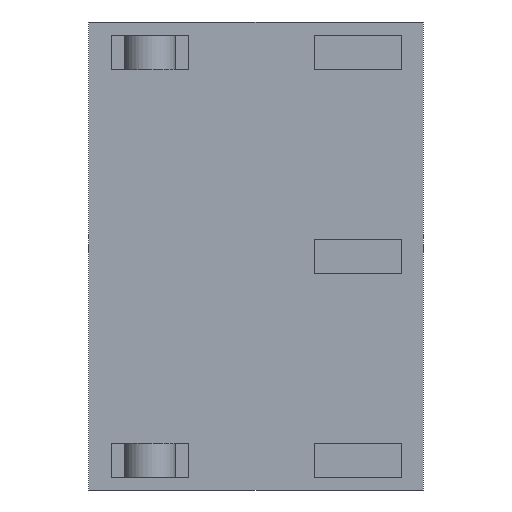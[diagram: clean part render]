
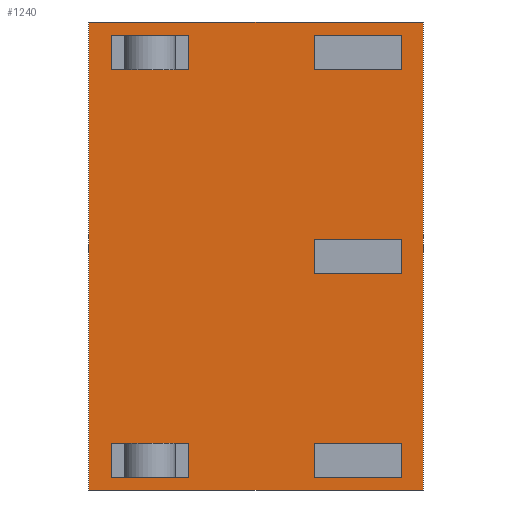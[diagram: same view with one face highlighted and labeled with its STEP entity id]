
A CAD part, front view. The second image highlights one B-rep face of the part: STEP entity #1240.
In plain terms, the highlighted planar face has unit normal (0, -1, 0).
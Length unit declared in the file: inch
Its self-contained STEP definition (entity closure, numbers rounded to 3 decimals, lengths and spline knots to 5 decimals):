
#99=FACE_BOUND($,#115,.T.);
#100=FACE_BOUND($,#116,.T.);
#101=FACE_BOUND($,#117,.T.);
#102=FACE_BOUND($,#118,.T.);
#103=FACE_BOUND($,#119,.T.);
#104=FACE_BOUND($,#120,.T.);
#115=EDGE_LOOP($,(#821,#822,#823,#824));
#116=EDGE_LOOP($,(#825,#826,#827,#828));
#117=EDGE_LOOP($,(#829,#830,#831,#832));
#118=EDGE_LOOP($,(#833,#834,#835,#836));
#119=EDGE_LOOP($,(#837,#838,#839,#840));
#120=EDGE_LOOP($,(#841,#842,#843,#844));
#193=LINE($,#1729,#357);
#194=LINE($,#1731,#358);
#195=LINE($,#1733,#359);
#196=LINE($,#1734,#360);
#197=LINE($,#1737,#361);
#198=LINE($,#1739,#362);
#199=LINE($,#1741,#363);
#200=LINE($,#1742,#364);
#201=LINE($,#1745,#365);
#202=LINE($,#1747,#366);
#203=LINE($,#1749,#367);
#204=LINE($,#1750,#368);
#205=LINE($,#1753,#369);
#206=LINE($,#1755,#370);
#207=LINE($,#1757,#371);
#208=LINE($,#1758,#372);
#209=LINE($,#1761,#373);
#210=LINE($,#1763,#374);
#211=LINE($,#1765,#375);
#212=LINE($,#1766,#376);
#213=LINE($,#1769,#377);
#214=LINE($,#1771,#378);
#215=LINE($,#1773,#379);
#216=LINE($,#1774,#380);
#357=VECTOR($,#1397,0.07);
#358=VECTOR($,#1398,0.031);
#359=VECTOR($,#1399,0.07);
#360=VECTOR($,#1400,0.031);
#361=VECTOR($,#1401,0.079);
#362=VECTOR($,#1402,0.031);
#363=VECTOR($,#1403,0.079);
#364=VECTOR($,#1404,0.031);
#365=VECTOR($,#1405,0.031);
#366=VECTOR($,#1406,0.07);
#367=VECTOR($,#1407,0.031);
#368=VECTOR($,#1408,0.07);
#369=VECTOR($,#1409,0.031);
#370=VECTOR($,#1410,0.079);
#371=VECTOR($,#1411,0.031);
#372=VECTOR($,#1412,0.079);
#373=VECTOR($,#1413,0.031);
#374=VECTOR($,#1414,0.079);
#375=VECTOR($,#1415,0.031);
#376=VECTOR($,#1416,0.079);
#377=VECTOR($,#1417,0.42492);
#378=VECTOR($,#1418,0.30381);
#379=VECTOR($,#1419,0.42492);
#380=VECTOR($,#1420,0.30381);
#521=VERTEX_POINT($,#1727);
#522=VERTEX_POINT($,#1728);
#523=VERTEX_POINT($,#1730);
#524=VERTEX_POINT($,#1732);
#525=VERTEX_POINT($,#1735);
#526=VERTEX_POINT($,#1736);
#527=VERTEX_POINT($,#1738);
#528=VERTEX_POINT($,#1740);
#529=VERTEX_POINT($,#1743);
#530=VERTEX_POINT($,#1744);
#531=VERTEX_POINT($,#1746);
#532=VERTEX_POINT($,#1748);
#533=VERTEX_POINT($,#1751);
#534=VERTEX_POINT($,#1752);
#535=VERTEX_POINT($,#1754);
#536=VERTEX_POINT($,#1756);
#537=VERTEX_POINT($,#1759);
#538=VERTEX_POINT($,#1760);
#539=VERTEX_POINT($,#1762);
#540=VERTEX_POINT($,#1764);
#541=VERTEX_POINT($,#1767);
#542=VERTEX_POINT($,#1768);
#543=VERTEX_POINT($,#1770);
#544=VERTEX_POINT($,#1772);
#641=EDGE_CURVE($,#521,#522,#193,.T.);
#642=EDGE_CURVE($,#521,#523,#194,.T.);
#643=EDGE_CURVE($,#523,#524,#195,.T.);
#644=EDGE_CURVE($,#524,#522,#196,.T.);
#645=EDGE_CURVE($,#525,#526,#197,.T.);
#646=EDGE_CURVE($,#525,#527,#198,.T.);
#647=EDGE_CURVE($,#527,#528,#199,.T.);
#648=EDGE_CURVE($,#528,#526,#200,.T.);
#649=EDGE_CURVE($,#529,#530,#201,.T.);
#650=EDGE_CURVE($,#530,#531,#202,.T.);
#651=EDGE_CURVE($,#531,#532,#203,.T.);
#652=EDGE_CURVE($,#532,#529,#204,.T.);
#653=EDGE_CURVE($,#533,#534,#205,.T.);
#654=EDGE_CURVE($,#534,#535,#206,.T.);
#655=EDGE_CURVE($,#535,#536,#207,.T.);
#656=EDGE_CURVE($,#536,#533,#208,.T.);
#657=EDGE_CURVE($,#537,#538,#209,.T.);
#658=EDGE_CURVE($,#539,#538,#210,.T.);
#659=EDGE_CURVE($,#539,#540,#211,.T.);
#660=EDGE_CURVE($,#540,#537,#212,.T.);
#661=EDGE_CURVE($,#541,#542,#213,.T.);
#662=EDGE_CURVE($,#542,#543,#214,.T.);
#663=EDGE_CURVE($,#543,#544,#215,.T.);
#664=EDGE_CURVE($,#544,#541,#216,.T.);
#821=ORIENTED_EDGE($,*,*,#641,.F.);
#822=ORIENTED_EDGE($,*,*,#642,.T.);
#823=ORIENTED_EDGE($,*,*,#643,.T.);
#824=ORIENTED_EDGE($,*,*,#644,.T.);
#825=ORIENTED_EDGE($,*,*,#645,.F.);
#826=ORIENTED_EDGE($,*,*,#646,.T.);
#827=ORIENTED_EDGE($,*,*,#647,.T.);
#828=ORIENTED_EDGE($,*,*,#648,.T.);
#829=ORIENTED_EDGE($,*,*,#649,.T.);
#830=ORIENTED_EDGE($,*,*,#650,.T.);
#831=ORIENTED_EDGE($,*,*,#651,.T.);
#832=ORIENTED_EDGE($,*,*,#652,.T.);
#833=ORIENTED_EDGE($,*,*,#653,.T.);
#834=ORIENTED_EDGE($,*,*,#654,.T.);
#835=ORIENTED_EDGE($,*,*,#655,.T.);
#836=ORIENTED_EDGE($,*,*,#656,.T.);
#837=ORIENTED_EDGE($,*,*,#657,.T.);
#838=ORIENTED_EDGE($,*,*,#658,.F.);
#839=ORIENTED_EDGE($,*,*,#659,.T.);
#840=ORIENTED_EDGE($,*,*,#660,.T.);
#841=ORIENTED_EDGE($,*,*,#661,.T.);
#842=ORIENTED_EDGE($,*,*,#662,.T.);
#843=ORIENTED_EDGE($,*,*,#663,.T.);
#844=ORIENTED_EDGE($,*,*,#664,.T.);
#1181=PLANE($,#1310);
#1240=ADVANCED_FACE($,(#99,#100,#101,#102,#103,#104),#1181,.F.);
#1310=AXIS2_PLACEMENT_3D($,#1726,#1395,#1396);
#1395=DIRECTION('center_axis',(0.,1.,0.));
#1396=DIRECTION('ref_axis',(0.,0.,1.));
#1397=DIRECTION($,(1.,0.,0.));
#1398=DIRECTION($,(0.,0.,1.));
#1399=DIRECTION($,(1.,0.,0.));
#1400=DIRECTION($,(0.,0.,-1.));
#1401=DIRECTION($,(1.,0.,0.));
#1402=DIRECTION($,(0.,0.,1.));
#1403=DIRECTION($,(1.,0.,0.));
#1404=DIRECTION($,(0.,0.,-1.));
#1405=DIRECTION($,(0.,0.,-1.));
#1406=DIRECTION($,(-1.,0.,0.));
#1407=DIRECTION($,(0.,0.,1.));
#1408=DIRECTION($,(1.,0.,0.));
#1409=DIRECTION($,(0.,0.,-1.));
#1410=DIRECTION($,(-1.,0.,0.));
#1411=DIRECTION($,(0.,0.,1.));
#1412=DIRECTION($,(1.,0.,0.));
#1413=DIRECTION($,(0.,0.,-1.));
#1414=DIRECTION($,(1.,0.,0.));
#1415=DIRECTION($,(0.,0.,1.));
#1416=DIRECTION($,(1.,0.,0.));
#1417=DIRECTION($,(0.,0.,-1.));
#1418=DIRECTION($,(1.,0.,0.));
#1419=DIRECTION($,(0.,0.,1.));
#1420=DIRECTION($,(-1.,0.,0.));
#1726=CARTESIAN_POINT('Origin',(0.,0.03,0.));
#1727=CARTESIAN_POINT('',(-0.1295,0.03,0.1695));
#1728=CARTESIAN_POINT('',(-0.0595,0.03,0.1695));
#1729=CARTESIAN_POINT($,(0.,0.03,0.1695));
#1730=CARTESIAN_POINT('',(-0.1295,0.03,0.2005));
#1731=CARTESIAN_POINT($,(-0.1295,0.03,0.));
#1732=CARTESIAN_POINT('',(-0.0595,0.03,0.2005));
#1733=CARTESIAN_POINT($,(-0.04725,0.03,0.2005));
#1734=CARTESIAN_POINT($,(-0.0595,0.03,0.));
#1735=CARTESIAN_POINT('',(0.055,0.03,0.1695));
#1736=CARTESIAN_POINT('',(0.134,0.03,0.1695));
#1737=CARTESIAN_POINT($,(0.,0.03,0.1695));
#1738=CARTESIAN_POINT('',(0.055,0.03,0.2005));
#1739=CARTESIAN_POINT($,(0.055,0.03,0.));
#1740=CARTESIAN_POINT('',(0.134,0.03,0.2005));
#1741=CARTESIAN_POINT($,(0.04725,0.03,0.2005));
#1742=CARTESIAN_POINT($,(0.134,0.03,0.));
#1743=CARTESIAN_POINT('',(-0.0595,0.03,-0.1695));
#1744=CARTESIAN_POINT('',(-0.0595,0.03,-0.2005));
#1745=CARTESIAN_POINT($,(-0.0595,0.03,0.));
#1746=CARTESIAN_POINT('',(-0.1295,0.03,-0.2005));
#1747=CARTESIAN_POINT($,(-0.04725,0.03,-0.2005));
#1748=CARTESIAN_POINT('',(-0.1295,0.03,-0.1695));
#1749=CARTESIAN_POINT($,(-0.1295,0.03,0.));
#1750=CARTESIAN_POINT($,(0.,0.03,-0.1695));
#1751=CARTESIAN_POINT('',(0.134,0.03,-0.1695));
#1752=CARTESIAN_POINT('',(0.134,0.03,-0.2005));
#1753=CARTESIAN_POINT($,(0.134,0.03,0.));
#1754=CARTESIAN_POINT('',(0.055,0.03,-0.2005));
#1755=CARTESIAN_POINT($,(0.04725,0.03,-0.2005));
#1756=CARTESIAN_POINT('',(0.055,0.03,-0.1695));
#1757=CARTESIAN_POINT($,(0.055,0.03,0.));
#1758=CARTESIAN_POINT($,(0.,0.03,-0.1695));
#1759=CARTESIAN_POINT('',(0.134,0.03,0.0155));
#1760=CARTESIAN_POINT('',(0.134,0.03,-0.0155));
#1761=CARTESIAN_POINT($,(0.134,0.03,0.));
#1762=CARTESIAN_POINT('',(0.055,0.03,-0.0155));
#1763=CARTESIAN_POINT($,(0.,0.03,-0.0155));
#1764=CARTESIAN_POINT('',(0.055,0.03,0.0155));
#1765=CARTESIAN_POINT($,(0.055,0.03,0.));
#1766=CARTESIAN_POINT($,(0.,0.03,0.0155));
#1767=CARTESIAN_POINT('',(-0.15,0.03,0.2129));
#1768=CARTESIAN_POINT('',(-0.15,0.03,-0.21203));
#1769=CARTESIAN_POINT($,(-0.15,0.03,0.10645));
#1770=CARTESIAN_POINT('',(0.15381,0.03,-0.21203));
#1771=CARTESIAN_POINT($,(-0.075,0.03,-0.21203));
#1772=CARTESIAN_POINT('',(0.15381,0.03,0.2129));
#1773=CARTESIAN_POINT($,(0.15381,0.03,-0.10601));
#1774=CARTESIAN_POINT($,(0.0769,0.03,0.2129));
